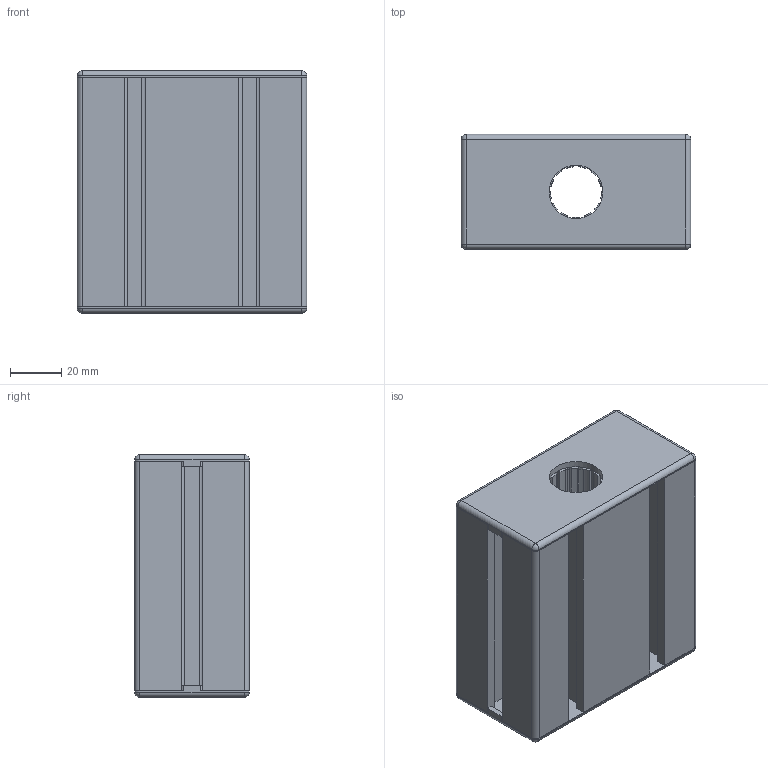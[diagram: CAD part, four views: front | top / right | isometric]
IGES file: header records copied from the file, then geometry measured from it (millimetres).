
Global section: file name: 850005.stp.ipt; native system: Autodesk Inventor 2014; preprocessor: unknown; author: zeman; date: 20151016.102140; units: millimetre
Bounding box: 90 x 45 x 95 mm (x, y, z)
Volume: 195610.6 mm3; surface area: 115466 mm2
Topology: 7 solids, 27 shells, 596 faces, 1524 edges, 990 vertices
Faces by surface type: plane 314, revolution 168, cylinder 84, cone 20, sphere 8, bspline 2
Full cylindrical faces by diameter (mm): 3 x2, 8 x2, 29.5 x4, 32 x6
